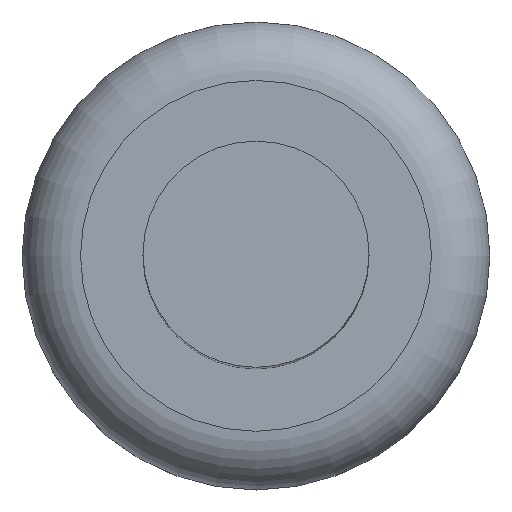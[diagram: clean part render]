
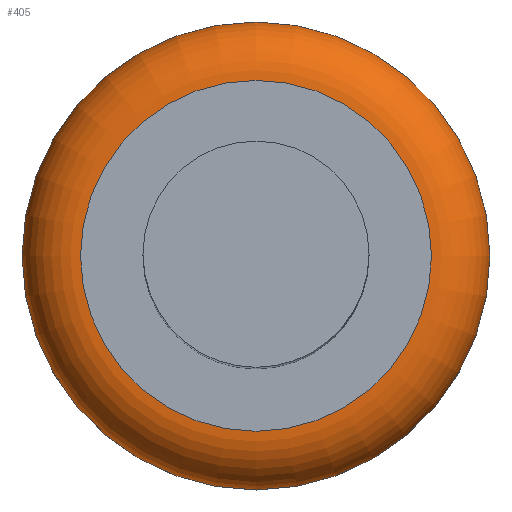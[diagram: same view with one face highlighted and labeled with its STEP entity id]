
A CAD part, top view. The second image highlights one B-rep face of the part: STEP entity #405.
In plain terms, the highlighted toroidal (fillet/blend) face has major radius 1.5 mm and minor radius 0.5 mm.
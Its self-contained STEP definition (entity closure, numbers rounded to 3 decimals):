
#121=FACE_OUTER_BOUND('',#144,.T.);
#144=EDGE_LOOP('',(#281,#282,#283,#284));
#168=CIRCLE('',#443,1.5);
#169=CIRCLE('',#444,0.5);
#170=CIRCLE('',#445,2.);
#179=VERTEX_POINT('',#582);
#180=VERTEX_POINT('',#584);
#220=EDGE_CURVE('',#179,#179,#168,.T.);
#221=EDGE_CURVE('',#179,#180,#169,.T.);
#222=EDGE_CURVE('',#180,#180,#170,.T.);
#281=ORIENTED_EDGE('',*,*,#220,.T.);
#282=ORIENTED_EDGE('',*,*,#221,.T.);
#283=ORIENTED_EDGE('',*,*,#222,.T.);
#284=ORIENTED_EDGE('',*,*,#221,.F.);
#403=TOROIDAL_SURFACE('',#442,1.5,0.5);
#405=ADVANCED_FACE('',(#121),#403,.T.);
#442=AXIS2_PLACEMENT_3D('',#581,#478,#479);
#443=AXIS2_PLACEMENT_3D('',#583,#480,#481);
#444=AXIS2_PLACEMENT_3D('',#585,#482,#483);
#445=AXIS2_PLACEMENT_3D('',#586,#484,#485);
#478=DIRECTION('center_axis',(0.,0.,1.));
#479=DIRECTION('ref_axis',(1.,0.,0.));
#480=DIRECTION('center_axis',(0.,0.,-1.));
#481=DIRECTION('ref_axis',(-1.,0.,0.));
#482=DIRECTION('center_axis',(0.,-1.,0.));
#483=DIRECTION('ref_axis',(-1.,0.,0.));
#484=DIRECTION('center_axis',(0.,0.,1.));
#485=DIRECTION('ref_axis',(-1.,0.,0.));
#581=CARTESIAN_POINT('Origin',(0.,0.,1.1));
#582=CARTESIAN_POINT('',(-1.5,0.,1.6));
#583=CARTESIAN_POINT('Origin',(0.,0.,1.6));
#584=CARTESIAN_POINT('',(-2.,0.,1.1));
#585=CARTESIAN_POINT('Origin',(-1.5,0.,1.1));
#586=CARTESIAN_POINT('Origin',(0.,0.,1.1));
